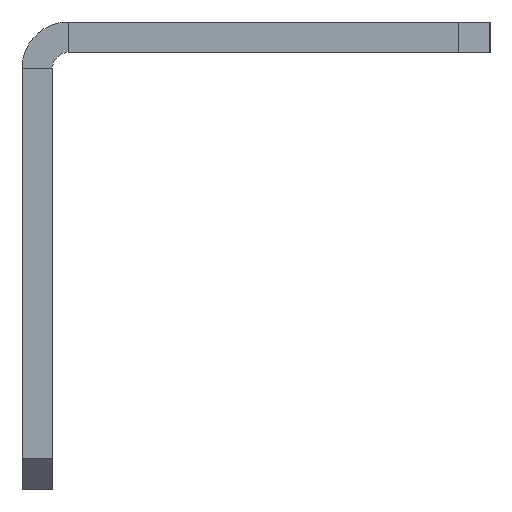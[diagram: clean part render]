
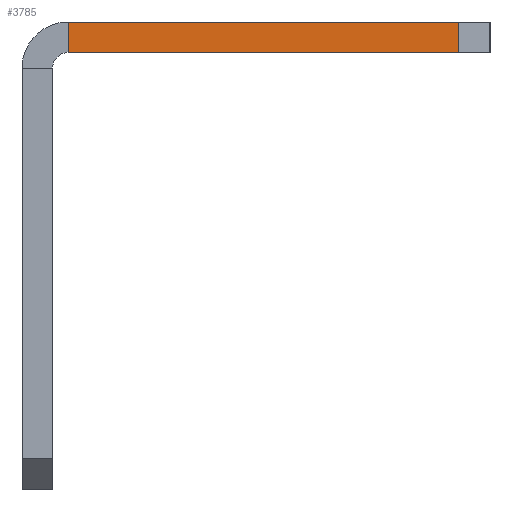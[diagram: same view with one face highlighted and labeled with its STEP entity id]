
A CAD part, left-side view. The second image highlights one B-rep face of the part: STEP entity #3785.
In plain terms, the highlighted planar face has unit normal (-1, 0, 0).
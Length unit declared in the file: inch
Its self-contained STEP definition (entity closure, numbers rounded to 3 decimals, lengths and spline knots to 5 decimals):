
#393=FACE_OUTER_BOUND('',#587,.T.);
#587=EDGE_LOOP('',(#2545,#2546,#2547,#2548));
#825=LINE('',#5581,#1213);
#826=LINE('',#5583,#1214);
#827=LINE('',#5585,#1215);
#828=LINE('',#5586,#1216);
#1213=VECTOR('',#4399,39.37008);
#1214=VECTOR('',#4400,39.37008);
#1215=VECTOR('',#4401,39.37008);
#1216=VECTOR('',#4402,39.37008);
#1601=VERTEX_POINT('',#5579);
#1602=VERTEX_POINT('',#5580);
#1603=VERTEX_POINT('',#5582);
#1604=VERTEX_POINT('',#5584);
#1977=EDGE_CURVE('',#1601,#1602,#825,.T.);
#1978=EDGE_CURVE('',#1603,#1601,#826,.T.);
#1979=EDGE_CURVE('',#1603,#1604,#827,.T.);
#1980=EDGE_CURVE('',#1602,#1604,#828,.T.);
#2545=ORIENTED_EDGE('',*,*,#1977,.F.);
#2546=ORIENTED_EDGE('',*,*,#1978,.F.);
#2547=ORIENTED_EDGE('',*,*,#1979,.T.);
#2548=ORIENTED_EDGE('',*,*,#1980,.F.);
#3681=PLANE('',#3999);
#3785=ADVANCED_FACE('',(#393),#3681,.T.);
#3999=AXIS2_PLACEMENT_3D('',#5578,#4397,#4398);
#4397=DIRECTION('center_axis',(-1.,0.,0.));
#4398=DIRECTION('ref_axis',(0.,0.,1.));
#4399=DIRECTION('',(0.,-1.,0.));
#4400=DIRECTION('',(0.,0.,1.));
#4401=DIRECTION('',(0.,-1.,0.));
#4402=DIRECTION('',(0.,0.,-1.));
#5578=CARTESIAN_POINT('Origin',(-1.,0.477,-0.062));
#5579=CARTESIAN_POINT('',(-1.,0.383,0.));
#5580=CARTESIAN_POINT('',(-1.,-0.413,0.));
#5581=CARTESIAN_POINT('',(-1.,0.477,0.));
#5582=CARTESIAN_POINT('',(-1.,0.383,-0.062));
#5583=CARTESIAN_POINT('',(-1.,0.383,-0.062));
#5584=CARTESIAN_POINT('',(-1.,-0.413,-0.062));
#5585=CARTESIAN_POINT('',(-1.,0.477,-0.062));
#5586=CARTESIAN_POINT('',(-1.,-0.413,-0.062));
